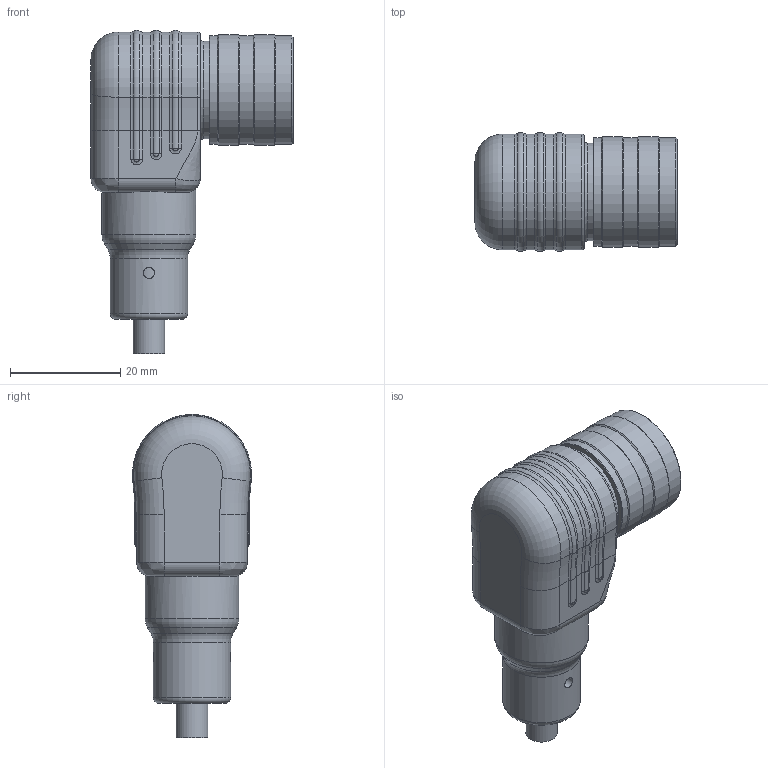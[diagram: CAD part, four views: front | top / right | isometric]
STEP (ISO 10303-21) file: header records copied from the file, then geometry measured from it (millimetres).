
FILE_DESCRIPTION(/* description */ (''),/* implementation_level */ '2;1');
FILE_NAME(/* name */ '79 6272 XXX 08 001_00.stp',/* time_stamp */ '2014-02-13T17:07:13+01:00',/* author */ (''),/* organization */ (''),/* preprocessor_version */ 'ST-DEVELOPER v14',/* originating_system */ 'SIEMENS PLM Software NX 8.0',/* authorisation */ '');
FILE_SCHEMA (('AP203_CONFIGURATION_CONTROLLED_3D_DESIGN_OF_MECHANICAL_PARTS_AND_ASSEMBLIES_MIM_LF { 1 0 10303 403 2 1 2}'));
Length unit declared in the file: millimetre
Products named in the file (1): umae0F7493F6xm8u
Bounding box: 36.6 x 21.57 x 58.5 mm (x, y, z)
Volume: 19186.6 mm3; surface area: 5821.9 mm2
Topology: 1 solids, 1 shells, 173 faces, 395 edges, 235 vertices
Faces by surface type: cylinder 64, plane 46, torus 43, cone 8, bspline 6, sphere 6
Full cylindrical faces by diameter (mm): 2 x2, 2.2 x8, 2.25 x1, 5.7 x1, 14 x1, 15.188 x1, 17 x1, 17.7 x1, 19.6 x3, 20 x2
Entity records: 4914 total; most frequent: CARTESIAN_POINT 1160, DIRECTION 842, ORIENTED_EDGE 664, AXIS2_PLACEMENT_3D 359, EDGE_CURVE 332, EDGE_LOOP 224, VERTEX_POINT 212, CIRCLE 191
